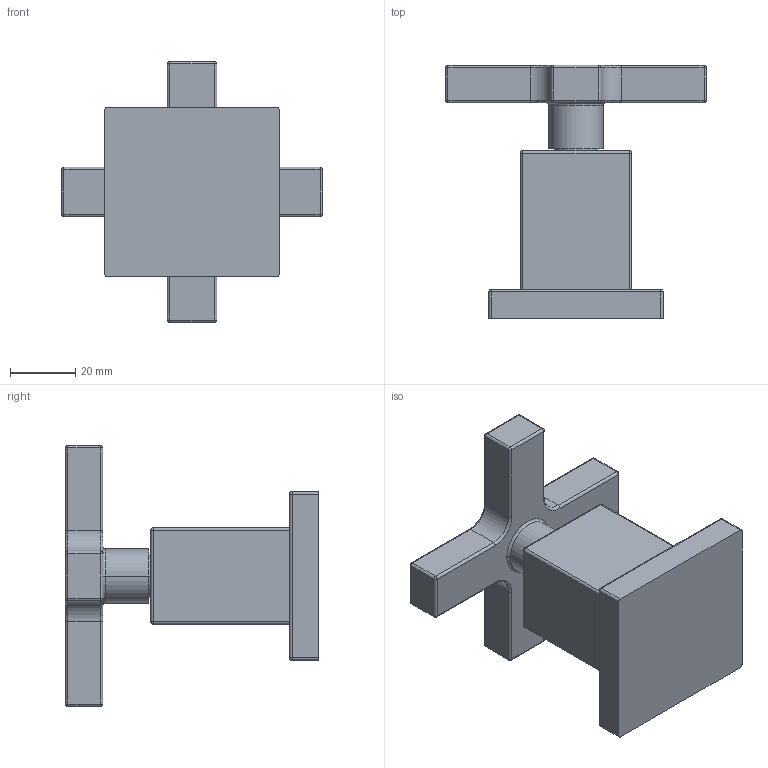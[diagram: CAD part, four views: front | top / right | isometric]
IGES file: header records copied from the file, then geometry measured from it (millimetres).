
Start section:  PTC IGES file: 3-577.igs
Global section: file name: 3-577.igs; native system: Creo Parametric by PTC Inc.; preprocessor: 2018400; author: jinson.thomas; organization: Unknown; date: 20210106.093546; units: inch
Bounding box: 79.76 x 77.37 x 79.76 mm (x, y, z)
Volume: 95450.1 mm3; surface area: 23539.2 mm2
Topology: 1 solids, 2 shells, 117 faces, 248 edges, 138 vertices
Faces by surface type: revolution 90, bspline 27
